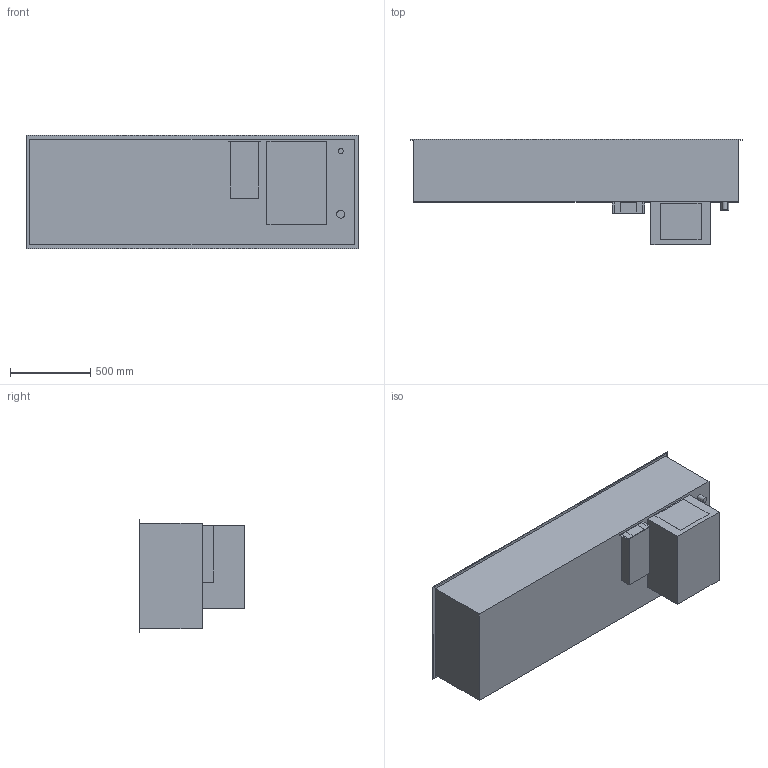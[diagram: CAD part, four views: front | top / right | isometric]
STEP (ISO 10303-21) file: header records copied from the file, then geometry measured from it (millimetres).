
FILE_DESCRIPTION(/* description */ ('vereinfachtes Modell'),/* implementation_level */ '2;1');
FILE_NAME(/* name */ '3D-AKE-00049942.stp',/* time_stamp */ '2025-01-08T15:20:12+01:00',/* author */ ('marina.schachner'),/* organization */ (''),/* preprocessor_version */ 'ST-DEVELOPER v20',/* originating_system */ 'Autodesk Inventor 2024',/* authorisation */ '');
FILE_SCHEMA (('AUTOMOTIVE_DESIGN { 1 0 10303 214 3 1 1 }'));
Length unit declared in the file: millimetre
Products named in the file (1): 3D-AKE-00049942
Bounding box: 2070 x 655 x 705 mm (x, y, z)
Volume: 364419358.9 mm3; surface area: 11214899 mm2
Topology: 16 solids, 16 shells, 104 faces, 206 edges, 136 vertices
Faces by surface type: plane 102, cylinder 2
Full cylindrical faces by diameter (mm): 32 x1, 50 x1
Entity records: 2650 total; most frequent: CARTESIAN_POINT 447, DIRECTION 420, ORIENTED_EDGE 412, EDGE_CURVE 206, LINE 202, VECTOR 202, VERTEX_POINT 136, AXIS2_PLACEMENT_3D 109
